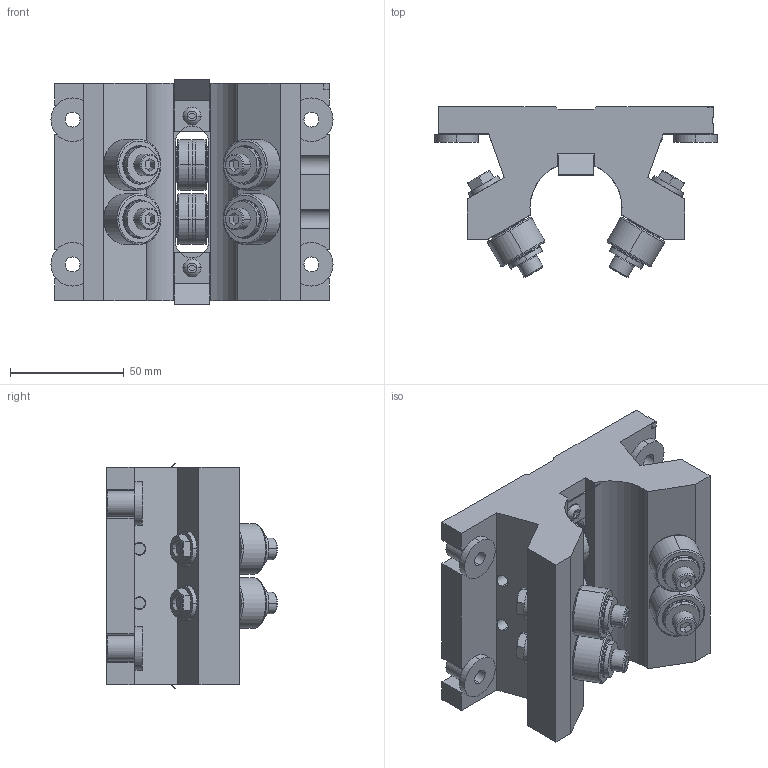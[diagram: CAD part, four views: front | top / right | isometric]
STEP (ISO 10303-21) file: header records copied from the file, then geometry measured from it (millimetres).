
FILE_DESCRIPTION (( 'STEP AP214' ), '1' );
FILE_NAME ('RollerBearing_934D951A21.step', '2022-04-18T14:32:39', ( '' ), ( '' ), 'SwSTEP 2.0', 'SolidWorks 2019', '' );
FILE_SCHEMA (( 'AUTOMOTIVE_DESIGN' ));
Length unit declared in the file: inch
Products named in the file (3): RollerBearing_934D951A21; aRSY8OsKNA_CADModel_0
Assembly tree (1 placements, depth 2):
  RollerBearing_934D951A21
    aRSY8OsKNA_CADModel_0
  aRSY8OsKNA_CADModel_0
Bounding box: 123.83 x 74.91 x 99.03 mm (x, y, z)
Volume: 370924.8 mm3; surface area: 93864.1 mm2
Topology: 35 solids, 35 shells, 886 faces, 2012 edges, 1270 vertices
Faces by surface type: plane 314, cylinder 300, cone 212, bspline 48, torus 8, sphere 4
Entity records: 39985 total; most frequent: CARTESIAN_POINT 7601, DIRECTION 4532, ORIENTED_EDGE 4000, EDGE_CURVE 2000, AXIS2_PLACEMENT_3D 1817, VERTEX_POINT 1270, EDGE_LOOP 1038, CIRCLE 974
